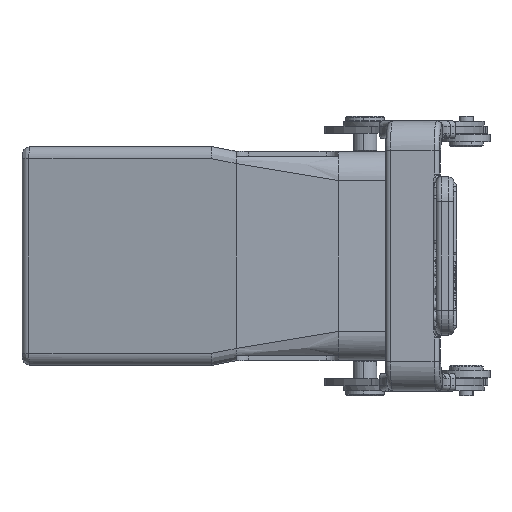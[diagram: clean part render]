
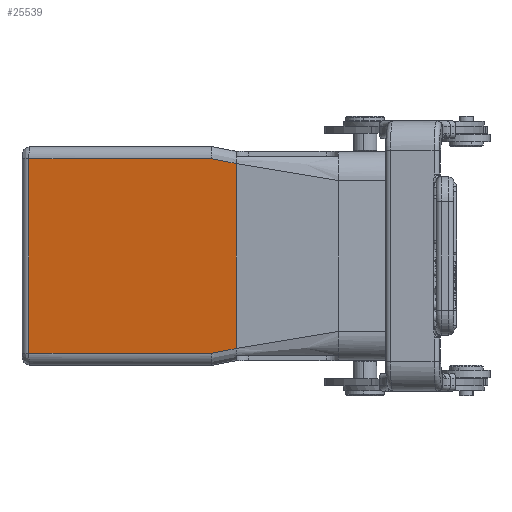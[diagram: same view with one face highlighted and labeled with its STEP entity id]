
A CAD part, left-side view. The second image highlights one B-rep face of the part: STEP entity #25539.
In plain terms, the highlighted planar face has unit normal (-0.982, 0.191, 0).
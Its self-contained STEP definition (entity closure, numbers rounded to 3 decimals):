
#129=DIRECTION('',(0.,0.,-1.));
#130=VECTOR('',#129,40.);
#131=CARTESIAN_POINT('',(-36.474,42.584,20.));
#132=LINE('',#131,#130);
#426=CARTESIAN_POINT('',(-44.752,0.,
-19.));
#463=DIRECTION('',(0.187,0.963,-0.193));
#464=VECTOR('',#463,5.191);
#465=CARTESIAN_POINT('',(-44.752,0.,
-19.));
#466=LINE('',#465,#464);
#467=DIRECTION('',(-0.187,-0.963,-0.193));
#468=VECTOR('',#467,5.191);
#469=CARTESIAN_POINT('',(-43.78,5.,20.));
#470=LINE('',#469,#468);
#471=DIRECTION('',(0.,0.,-1.));
#472=VECTOR('',#471,38.);
#473=CARTESIAN_POINT('',(-44.752,0.,19.));
#474=LINE('',#473,#472);
#475=DIRECTION('',(-0.191,-0.982,0.));
#476=VECTOR('',#475,38.287);
#477=CARTESIAN_POINT('',(-36.474,42.584,-20.));
#478=LINE('',#477,#476);
#489=DIRECTION('',(0.191,0.982,0.));
#490=VECTOR('',#489,38.287);
#491=CARTESIAN_POINT('',(-43.78,5.,20.));
#492=LINE('',#491,#490);
#20009=VERTEX_POINT('',#426);
#20368=CARTESIAN_POINT('',(-36.474,42.584,
20.));
#20369=VERTEX_POINT('',#20368);
#20372=CARTESIAN_POINT('',(-36.474,42.584,
-20.));
#20373=VERTEX_POINT('',#20372);
#20374=CARTESIAN_POINT('',(-43.78,5.,
-20.));
#20375=VERTEX_POINT('',#20374);
#20376=CARTESIAN_POINT('',(-43.78,5.,
20.));
#20377=VERTEX_POINT('',#20376);
#20378=CARTESIAN_POINT('',(-44.752,0.,
19.));
#20379=VERTEX_POINT('',#20378);
#25522=CARTESIAN_POINT('',(-36.199,44.,0.));
#25523=DIRECTION('',(-0.982,0.191,0.));
#25524=DIRECTION('',(-0.191,-0.982,0.));
#25525=AXIS2_PLACEMENT_3D('',#25522,#25523,#25524);
#25526=PLANE('',#25525);
#25527=ORIENTED_EDGE('',*,*,#25512,.T.);
#25529=ORIENTED_EDGE('',*,*,#25528,.F.);
#25530=ORIENTED_EDGE('',*,*,#24979,.F.);
#25532=ORIENTED_EDGE('',*,*,#25531,.F.);
#25534=ORIENTED_EDGE('',*,*,#25533,.T.);
#25536=ORIENTED_EDGE('',*,*,#25535,.T.);
#25537=EDGE_LOOP('',(#25527,#25529,#25530,#25532,#25534,#25536));
#25538=FACE_OUTER_BOUND('',#25537,.F.);
#24979=EDGE_CURVE('',#20369,#20373,#132,.T.);
#25512=EDGE_CURVE('',#20009,#20375,#466,.T.);
#25528=EDGE_CURVE('',#20373,#20375,#478,.T.);
#25531=EDGE_CURVE('',#20377,#20369,#492,.T.);
#25533=EDGE_CURVE('',#20377,#20379,#470,.T.);
#25535=EDGE_CURVE('',#20379,#20009,#474,.T.);
#25539=ADVANCED_FACE('',(#25538),#25526,.T.);
